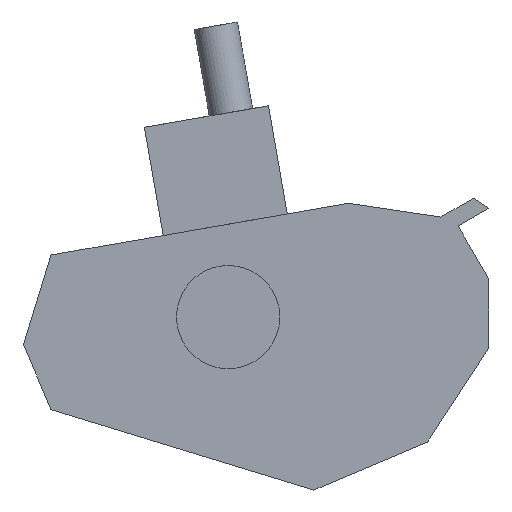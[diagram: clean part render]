
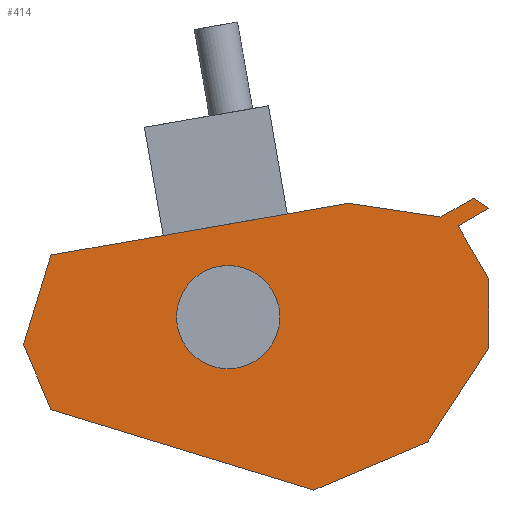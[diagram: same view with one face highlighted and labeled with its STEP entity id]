
A CAD part, left-side view. The second image highlights one B-rep face of the part: STEP entity #414.
In plain terms, the highlighted planar face has unit normal (-1, 0, 0).
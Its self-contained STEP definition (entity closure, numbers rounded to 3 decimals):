
#17=FACE_BOUND('',#87,.T.);
#38=PLANE('',#455);
#61=FACE_OUTER_BOUND('',#86,.T.);
#86=EDGE_LOOP('',(#377,#378,#379,#380,#381,#382,#383,#384,#385,#386,#387,
#388));
#87=EDGE_LOOP('',(#389));
#102=LINE('',#605,#152);
#106=LINE('',#613,#156);
#109=LINE('',#619,#159);
#112=LINE('',#625,#162);
#115=LINE('',#631,#165);
#118=LINE('',#637,#168);
#121=LINE('',#643,#171);
#124=LINE('',#649,#174);
#127=LINE('',#655,#177);
#130=LINE('',#661,#180);
#133=LINE('',#667,#183);
#136=LINE('',#672,#186);
#152=VECTOR('',#500,10.);
#156=VECTOR('',#506,10.);
#159=VECTOR('',#511,10.);
#162=VECTOR('',#516,10.);
#165=VECTOR('',#521,10.);
#168=VECTOR('',#526,10.);
#171=VECTOR('',#531,10.);
#174=VECTOR('',#536,10.);
#177=VECTOR('',#541,10.);
#180=VECTOR('',#546,10.);
#183=VECTOR('',#551,10.);
#186=VECTOR('',#556,10.);
#189=CIRCLE('',#431,11.761);
#193=VERTEX_POINT('',#566);
#204=VERTEX_POINT('',#603);
#205=VERTEX_POINT('',#604);
#208=VERTEX_POINT('',#612);
#210=VERTEX_POINT('',#618);
#212=VERTEX_POINT('',#624);
#214=VERTEX_POINT('',#630);
#216=VERTEX_POINT('',#636);
#218=VERTEX_POINT('',#642);
#220=VERTEX_POINT('',#648);
#222=VERTEX_POINT('',#654);
#224=VERTEX_POINT('',#660);
#226=VERTEX_POINT('',#666);
#230=EDGE_CURVE('',#193,#193,#189,.T.);
#246=EDGE_CURVE('',#204,#205,#102,.T.);
#250=EDGE_CURVE('',#205,#208,#106,.T.);
#253=EDGE_CURVE('',#208,#210,#109,.T.);
#256=EDGE_CURVE('',#210,#212,#112,.T.);
#259=EDGE_CURVE('',#212,#214,#115,.T.);
#262=EDGE_CURVE('',#214,#216,#118,.T.);
#265=EDGE_CURVE('',#216,#218,#121,.T.);
#268=EDGE_CURVE('',#218,#220,#124,.T.);
#271=EDGE_CURVE('',#220,#222,#127,.T.);
#274=EDGE_CURVE('',#222,#224,#130,.T.);
#277=EDGE_CURVE('',#224,#226,#133,.T.);
#280=EDGE_CURVE('',#226,#204,#136,.T.);
#377=ORIENTED_EDGE('',*,*,#280,.T.);
#378=ORIENTED_EDGE('',*,*,#246,.T.);
#379=ORIENTED_EDGE('',*,*,#250,.T.);
#380=ORIENTED_EDGE('',*,*,#253,.T.);
#381=ORIENTED_EDGE('',*,*,#256,.T.);
#382=ORIENTED_EDGE('',*,*,#259,.T.);
#383=ORIENTED_EDGE('',*,*,#262,.T.);
#384=ORIENTED_EDGE('',*,*,#265,.T.);
#385=ORIENTED_EDGE('',*,*,#268,.T.);
#386=ORIENTED_EDGE('',*,*,#271,.T.);
#387=ORIENTED_EDGE('',*,*,#274,.T.);
#388=ORIENTED_EDGE('',*,*,#277,.T.);
#389=ORIENTED_EDGE('',*,*,#230,.T.);
#414=ADVANCED_FACE('',(#61,#17),#38,.F.);
#431=AXIS2_PLACEMENT_3D('',#568,#463,#464);
#455=AXIS2_PLACEMENT_3D('',#675,#560,#561);
#463=DIRECTION('center_axis',(1.,0.,0.));
#464=DIRECTION('ref_axis',(0.,-1.,0.));
#500=DIRECTION('',(0.,0.989,0.148));
#506=DIRECTION('',(0.,0.985,-0.171));
#511=DIRECTION('',(0.,0.293,-0.956));
#516=DIRECTION('',(0.,-0.389,-0.921));
#521=DIRECTION('',(0.,-0.956,-0.293));
#526=DIRECTION('',(0.,-0.921,0.389));
#531=DIRECTION('',(0.,-0.545,0.838));
#536=DIRECTION('',(0.,0.,1.));
#541=DIRECTION('',(0.,0.499,0.867));
#546=DIRECTION('',(0.,-0.867,0.499));
#551=DIRECTION('',(0.,0.838,0.545));
#556=DIRECTION('',(0.,0.867,-0.499));
#560=DIRECTION('center_axis',(1.,0.,0.));
#561=DIRECTION('ref_axis',(0.,1.,0.));
#566=CARTESIAN_POINT('',(0.,99.219,44.094));
#568=CARTESIAN_POINT('Origin',(0.,87.458,44.094));
#603=CARTESIAN_POINT('',(0.,39.043,66.869));
#604=CARTESIAN_POINT('',(0.,60.,70.));
#605=CARTESIAN_POINT('',(0.,39.043,66.869));
#612=CARTESIAN_POINT('',(0.,127.816,58.213));
#613=CARTESIAN_POINT('',(0.,60.,70.));
#618=CARTESIAN_POINT('',(0.,134.056,37.827));
#619=CARTESIAN_POINT('',(0.,127.816,58.213));
#624=CARTESIAN_POINT('',(0.,127.816,23.058));
#625=CARTESIAN_POINT('',(0.,134.056,37.827));
#630=CARTESIAN_POINT('',(0.,67.915,4.721));
#631=CARTESIAN_POINT('',(0.,127.816,23.058));
#636=CARTESIAN_POINT('',(0.,42.064,15.644));
#637=CARTESIAN_POINT('',(0.,67.915,4.721));
#642=CARTESIAN_POINT('',(0.,28.174,36.995));
#643=CARTESIAN_POINT('',(0.,42.064,15.644));
#648=CARTESIAN_POINT('',(0.,28.174,52.805));
#649=CARTESIAN_POINT('',(0.,28.174,36.995));
#654=CARTESIAN_POINT('',(0.,35.119,64.87));
#655=CARTESIAN_POINT('',(0.,28.174,52.805));
#660=CARTESIAN_POINT('',(0.,28.174,68.868));
#661=CARTESIAN_POINT('',(0.,35.119,64.87));
#666=CARTESIAN_POINT('',(0.,31.646,71.127));
#667=CARTESIAN_POINT('',(0.,28.174,68.868));
#672=CARTESIAN_POINT('',(0.,31.646,71.127));
#675=CARTESIAN_POINT('Origin',(0.,81.115,37.924));
